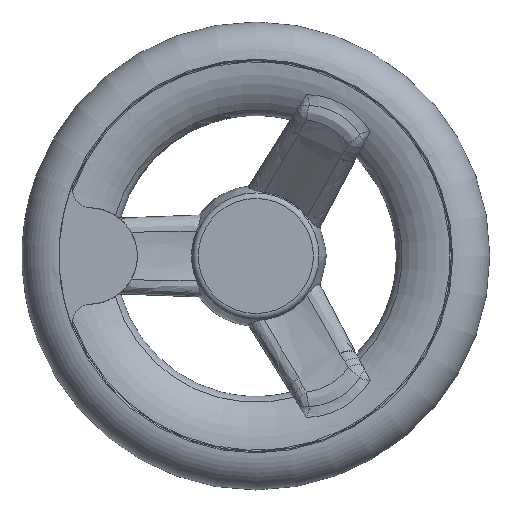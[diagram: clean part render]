
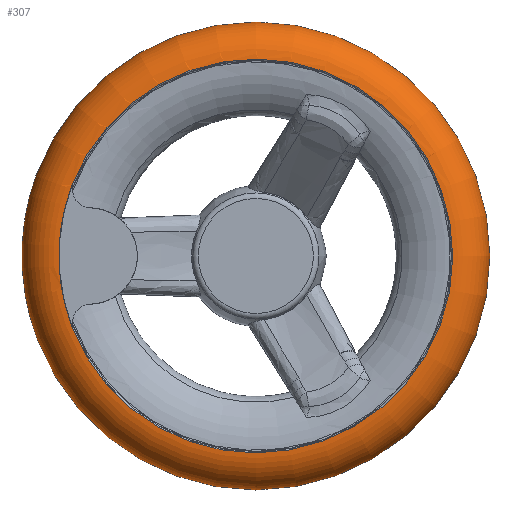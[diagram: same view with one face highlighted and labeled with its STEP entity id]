
A CAD part, left-side view. The second image highlights one B-rep face of the part: STEP entity #307.
In plain terms, the highlighted toroidal (fillet/blend) face has major radius 33.5 mm and minor radius 6.5 mm.
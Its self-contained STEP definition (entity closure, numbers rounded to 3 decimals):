
#307=ADVANCED_FACE('',(#420,#421),#407,.T.);
#407=TOROIDAL_SURFACE('',#1755,33.5,6.5);
#420=FACE_BOUND('',#444,.T.);
#421=FACE_BOUND('',#445,.T.);
#444=EDGE_LOOP('',(#640,#641,#642,#643));
#445=EDGE_LOOP('',(#644));
#555=CIRCLE('',#1749,33.658);
#556=CIRCLE('',#1750,33.658);
#559=CIRCLE('',#1754,33.751);
#640=ORIENTED_EDGE('',*,*,#1319,.F.);
#641=ORIENTED_EDGE('',*,*,#1322,.T.);
#642=ORIENTED_EDGE('',*,*,#1321,.F.);
#643=ORIENTED_EDGE('',*,*,#1320,.T.);
#644=ORIENTED_EDGE('',*,*,#1329,.F.);
#1150=VERTEX_POINT('',#2174);
#1151=VERTEX_POINT('',#2175);
#1152=VERTEX_POINT('',#2177);
#1153=VERTEX_POINT('',#2182);
#1160=VERTEX_POINT('',#2228);
#1319=EDGE_CURVE('',#1150,#1151,#1579,.T.);
#1320=EDGE_CURVE('',#1152,#1151,#555,.T.);
#1321=EDGE_CURVE('',#1152,#1153,#1580,.T.);
#1322=EDGE_CURVE('',#1150,#1153,#556,.T.);
#1329=EDGE_CURVE('',#1160,#1160,#559,.T.);
#1579=B_SPLINE_CURVE_WITH_KNOTS('',3,(#2170,#2171,#2172,#2173),.UNSPECIFIED.,
.F.,.F.,(4,4),(0.,1.),.UNSPECIFIED.);
#1580=B_SPLINE_CURVE_WITH_KNOTS('',3,(#2178,#2179,#2180,#2181),.UNSPECIFIED.,
.F.,.F.,(4,4),(0.,1.),.UNSPECIFIED.);
#1749=AXIS2_PLACEMENT_3D('',#2176,#1885,#1886);
#1750=AXIS2_PLACEMENT_3D('',#2183,#1887,#1888);
#1754=AXIS2_PLACEMENT_3D('',#2227,#1895,#1896);
#1755=AXIS2_PLACEMENT_3D('',#2229,#1897,#1898);
#1885=DIRECTION('',(1.,0.,0.));
#1886=DIRECTION('',(0.,0.,-1.));
#1887=DIRECTION('',(1.,0.,0.));
#1888=DIRECTION('',(0.,0.,-1.));
#1895=DIRECTION('',(1.,0.,0.));
#1896=DIRECTION('',(0.,0.,-1.));
#1897=DIRECTION('',(1.,0.,0.));
#1898=DIRECTION('',(0.,0.,-1.));
#2170=CARTESIAN_POINT('',(163.599,106.812,23.241));
#2171=CARTESIAN_POINT('',(163.599,107.661,21.027));
#2172=CARTESIAN_POINT('',(163.599,108.274,18.724));
#2173=CARTESIAN_POINT('',(163.599,108.639,16.381));
#2174=CARTESIAN_POINT('',(163.599,106.812,23.241));
#2175=CARTESIAN_POINT('',(163.599,108.639,16.381));
#2176=CARTESIAN_POINT('',(163.599,75.382,11.197));
#2177=CARTESIAN_POINT('',(163.599,108.639,6.013));
#2178=CARTESIAN_POINT('',(163.599,108.639,6.013));
#2179=CARTESIAN_POINT('',(163.599,108.274,3.671));
#2180=CARTESIAN_POINT('',(163.599,107.661,1.368));
#2181=CARTESIAN_POINT('',(163.599,106.812,-0.846));
#2182=CARTESIAN_POINT('',(163.599,106.812,-0.846));
#2183=CARTESIAN_POINT('',(163.599,75.382,11.197));
#2227=CARTESIAN_POINT('',(176.592,75.382,11.197));
#2228=CARTESIAN_POINT('',(176.592,75.382,-22.553));
#2229=CARTESIAN_POINT('',(170.097,75.382,11.197));
